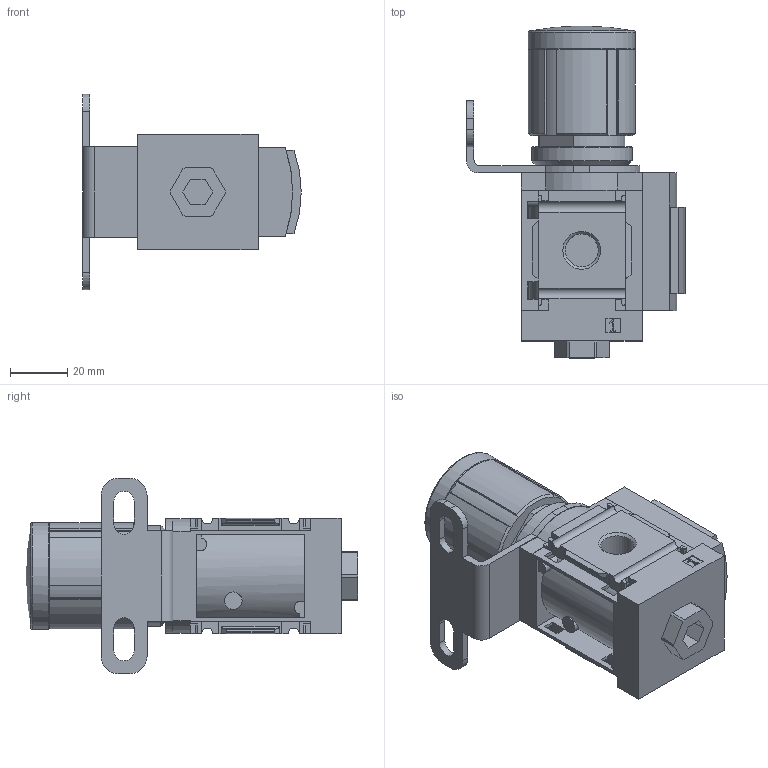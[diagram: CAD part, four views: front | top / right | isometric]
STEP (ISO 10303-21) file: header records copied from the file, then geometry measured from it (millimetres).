
FILE_DESCRIPTION(/* description */ ('STEP AP214'),/* implementation_level */ '2;1');
FILE_NAME(/* name */ '8190243_MS4-LR-1_4-D7-WR',/* time_stamp */ '2024-09-03T01:41:00+02:00',/* author */ ('License CC BY-ND 4.0'),/* organization */ ('CADENAS'),/* preprocessor_version */ 'ST-DEVELOPER v19.3',/* originating_system */ 'PARTsolutions',/* authorisation */ ' ');
FILE_SCHEMA (('AUTOMOTIVE_DESIGN {1 0 10303 214 3 1 1}'));
Length unit declared in the file: millimetre
Products named in the file (4): 8190243 MS4-LR-1/4-D7-WR; 527690 MS4-LR-1/4-D7-WR-0D; 3343944 LRP-...-6; 526064 MS4-WRd
Assembly tree (3 placements, depth 2):
  8190243 MS4-LR-1/4-D7-WR
    527690 MS4-LR-1/4-D7-WR-0D
    3343944 LRP-...-6
    526064 MS4-WRd
Bounding box: 76 x 115.5 x 68 mm (x, y, z)
Volume: 160431.4 mm3; surface area: 32272 mm2
Topology: 3 solids, 3 shells, 322 faces, 885 edges, 577 vertices
Faces by surface type: plane 228, cylinder 73, cone 19, sphere 1, torus 1
Full cylindrical faces by diameter (mm): 6.1 x1, 11.445 x2, 28.376 x1, 31.6 x1, 32 x1, 35 x1, 37.2 x1
Entity records: 12162 total; most frequent: CARTESIAN_POINT 1882, ORIENTED_EDGE 1726, DIRECTION 1652, EDGE_CURVE 863, LINE 660, VECTOR 660, VERTEX_POINT 574, AXIS2_PLACEMENT_3D 496
